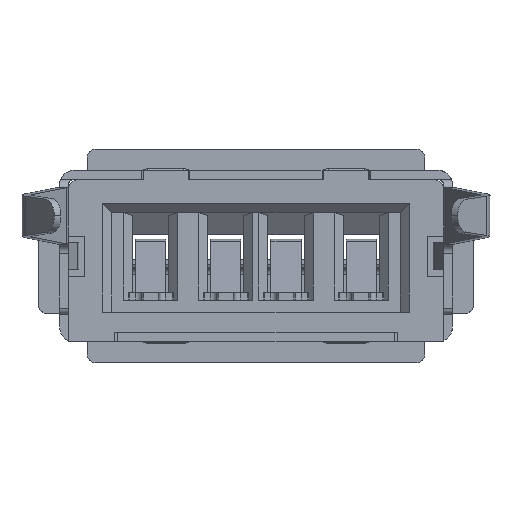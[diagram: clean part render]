
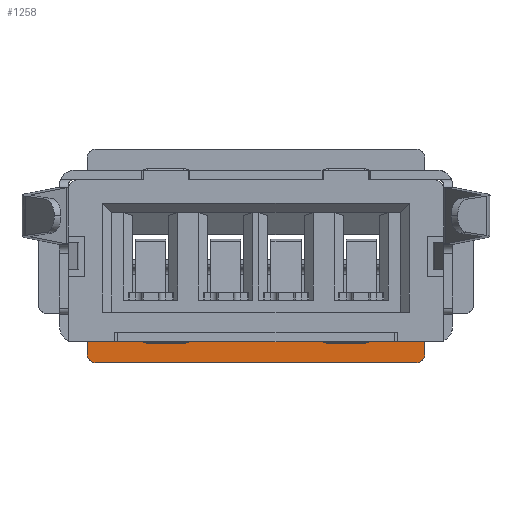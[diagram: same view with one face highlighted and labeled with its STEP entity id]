
A CAD part, front view. The second image highlights one B-rep face of the part: STEP entity #1258.
In plain terms, the highlighted planar face has unit normal (0, -1, 0).
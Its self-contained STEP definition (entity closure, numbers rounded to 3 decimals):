
#951 = CARTESIAN_POINT ( 'NONE',  ( 9.077, 20.792, -6.368 ) ) ;
#1258 = ADVANCED_FACE ( 'NONE', ( #19287 ), #2059, .F. ) ;
#1363 = VECTOR ( 'NONE', #19168, 1000. ) ;
#1561 = CARTESIAN_POINT ( 'NONE',  ( 14.559, 20.792, -5.7 ) ) ;
#1922 = CARTESIAN_POINT ( 'NONE',  ( 9.234, 20.792, -6.4 ) ) ;
#2059 = PLANE ( 'NONE',  #9524 ) ;
#2097 = CARTESIAN_POINT ( 'NONE',  ( 20.184, 20.792, -6.1 ) ) ;
#2290 = ORIENTED_EDGE ( 'NONE', *, *, #12090, .F. ) ;
#2948 = CARTESIAN_POINT ( 'NONE',  ( 20.184, 20.792, -6.1 ) ) ;
#3026 = EDGE_CURVE ( 'NONE', #16427, #17472, #14469, .T. ) ;
#3066 = CARTESIAN_POINT ( 'NONE',  ( 20.184, 20.792, -5.7 ) ) ;
#3685 = VERTEX_POINT ( 'NONE', #3066 ) ;
#5280 = ORIENTED_EDGE ( 'NONE', *, *, #12265, .F. ) ;
#6304 = ORIENTED_EDGE ( 'NONE', *, *, #21429, .T. ) ;
#6382 = ORIENTED_EDGE ( 'NONE', *, *, #22117, .T. ) ;
#7164 = DIRECTION ( 'NONE',  ( 0., 1., 0. ) ) ;
#7495 = DIRECTION ( 'NONE',  ( -1., 0., 0. ) ) ;
#7760 = CARTESIAN_POINT ( 'NONE',  ( 19.884, 20.792, -6.4 ) ) ;
#7900 = EDGE_LOOP ( 'NONE', ( #6304, #6382, #2290, #5280, #22825, #16599 ) ) ;
#8992 = CARTESIAN_POINT ( 'NONE',  ( 9.234, 20.792, -6.4 ) ) ;
#9471 = VECTOR ( 'NONE', #7495, 1000. ) ;
#9524 = AXIS2_PLACEMENT_3D ( 'NONE', #20801, #7164, #11424 ) ;
#9648 = CARTESIAN_POINT ( 'NONE',  ( 20.04, 20.792, -6.368 ) ) ;
#9673 = CARTESIAN_POINT ( 'NONE',  ( 19.884, 20.792, -6.4 ) ) ;
#10569 = B_SPLINE_CURVE_WITH_KNOTS ( 'NONE', 3,
 ( #8992, #11131, #951, #16675, #22565, #24340 ),
 .UNSPECIFIED., .F., .F.,
 ( 4, 2, 4 ),
 ( 0., 0.5, 1. ),
 .UNSPECIFIED. ) ;
#10895 = LINE ( 'NONE', #14913, #14245 ) ;
#11131 = CARTESIAN_POINT ( 'NONE',  ( 9.155, 20.792, -6.4 ) ) ;
#11326 = CARTESIAN_POINT ( 'NONE',  ( 8.934, 20.792, -5.7 ) ) ;
#11424 = DIRECTION ( 'NONE',  ( 0., 0., 1. ) ) ;
#12090 = EDGE_CURVE ( 'NONE', #23335, #16659, #10569, .T. ) ;
#12265 = EDGE_CURVE ( 'NONE', #17472, #23335, #15406, .T. ) ;
#13167 = DIRECTION ( 'NONE',  ( 0., 0., -1. ) ) ;
#14245 = VECTOR ( 'NONE', #13167, 1000. ) ;
#14469 = B_SPLINE_CURVE_WITH_KNOTS ( 'NONE', 3,
 ( #2097, #19210, #17436, #9648, #23092, #7760 ),
 .UNSPECIFIED., .F., .F.,
 ( 4, 2, 4 ),
 ( 0., 0.5, 1. ),
 .UNSPECIFIED. ) ;
#14913 = CARTESIAN_POINT ( 'NONE',  ( 8.934, 20.792, -5.75 ) ) ;
#15285 = CARTESIAN_POINT ( 'NONE',  ( 14.559, 20.792, -6.4 ) ) ;
#15406 = LINE ( 'NONE', #15285, #9471 ) ;
#16089 = VERTEX_POINT ( 'NONE', #11326 ) ;
#16427 = VERTEX_POINT ( 'NONE', #2948 ) ;
#16435 = LINE ( 'NONE', #24081, #19908 ) ;
#16599 = ORIENTED_EDGE ( 'NONE', *, *, #18085, .F. ) ;
#16659 = VERTEX_POINT ( 'NONE', #18906 ) ;
#16675 = CARTESIAN_POINT ( 'NONE',  ( 8.966, 20.792, -6.257 ) ) ;
#17137 = DIRECTION ( 'NONE',  ( 0., 0., -1. ) ) ;
#17436 = CARTESIAN_POINT ( 'NONE',  ( 20.151, 20.792, -6.257 ) ) ;
#17472 = VERTEX_POINT ( 'NONE', #9673 ) ;
#18085 = EDGE_CURVE ( 'NONE', #3685, #16427, #16435, .T. ) ;
#18794 = LINE ( 'NONE', #1561, #1363 ) ;
#18906 = CARTESIAN_POINT ( 'NONE',  ( 8.934, 20.792, -6.1 ) ) ;
#19168 = DIRECTION ( 'NONE',  ( -1., 0., 0. ) ) ;
#19210 = CARTESIAN_POINT ( 'NONE',  ( 20.184, 20.792, -6.179 ) ) ;
#19287 = FACE_OUTER_BOUND ( 'NONE', #7900, .T. ) ;
#19908 = VECTOR ( 'NONE', #17137, 1000. ) ;
#20801 = CARTESIAN_POINT ( 'NONE',  ( 14.559, 20.792, -6.05 ) ) ;
#21429 = EDGE_CURVE ( 'NONE', #3685, #16089, #18794, .T. ) ;
#22117 = EDGE_CURVE ( 'NONE', #16089, #16659, #10895, .T. ) ;
#22565 = CARTESIAN_POINT ( 'NONE',  ( 8.934, 20.792, -6.179 ) ) ;
#22825 = ORIENTED_EDGE ( 'NONE', *, *, #3026, .F. ) ;
#23092 = CARTESIAN_POINT ( 'NONE',  ( 19.962, 20.792, -6.4 ) ) ;
#23335 = VERTEX_POINT ( 'NONE', #1922 ) ;
#24081 = CARTESIAN_POINT ( 'NONE',  ( 20.184, 20.792, -6.05 ) ) ;
#24340 = CARTESIAN_POINT ( 'NONE',  ( 8.934, 20.792, -6.1 ) ) ;
